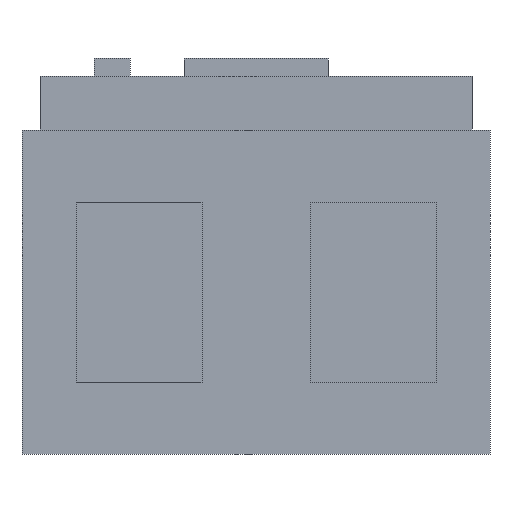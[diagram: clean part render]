
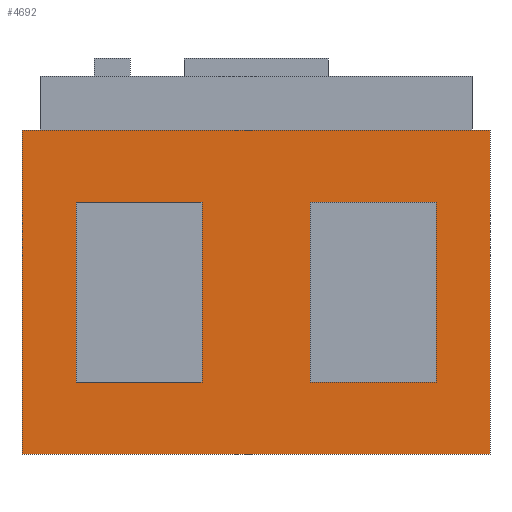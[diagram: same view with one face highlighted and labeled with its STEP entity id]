
A CAD part, front view. The second image highlights one B-rep face of the part: STEP entity #4692.
In plain terms, the highlighted planar face has unit normal (0, -1, 0).
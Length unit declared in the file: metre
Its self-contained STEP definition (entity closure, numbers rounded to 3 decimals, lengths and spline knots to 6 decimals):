
#68 = CARTESIAN_POINT('NONE', (-0.013, 0.006, -0));
#69 = VERTEX_POINT('NONE', #68);
#70 = CARTESIAN_POINT('NONE', (0.013, 0.006, -0));
#71 = VERTEX_POINT('NONE', #70);
#72 = CARTESIAN_POINT('NONE', (0.013, 0.006, 0.018));
#73 = VERTEX_POINT('NONE', #72);
#74 = CARTESIAN_POINT('NONE', (-0.013, 0.006, 0.018));
#75 = VERTEX_POINT('NONE', #74);
#948 = DIRECTION('NONE', (1, 0, 0));
#949 = VECTOR('NONE', #948, 1);
#950 = CARTESIAN_POINT('NONE', (-0.013, 0.006, -0));
#951 = LINE('NONE', #950, #949);
#952 = DIRECTION('NONE', (0, 0, 1));
#953 = VECTOR('NONE', #952, 1);
#954 = CARTESIAN_POINT('NONE', (0.013, 0.006, -0));
#955 = LINE('NONE', #954, #953);
#956 = DIRECTION('NONE', (1, 0, 0));
#957 = VECTOR('NONE', #956, 1);
#958 = CARTESIAN_POINT('NONE', (-0.013, 0.006, 0.018));
#959 = LINE('NONE', #958, #957);
#960 = DIRECTION('NONE', (0, 0, 1));
#961 = VECTOR('NONE', #960, 1);
#962 = CARTESIAN_POINT('NONE', (-0.013, 0.006, -0));
#963 = LINE('NONE', #962, #961);
#3060 = EDGE_CURVE('NONE', #69, #71, #951, .T.);
#3061 = EDGE_CURVE('NONE', #71, #73, #955, .T.);
#3062 = EDGE_CURVE('NONE', #75, #73, #959, .T.);
#3063 = EDGE_CURVE('NONE', #69, #75, #963, .T.);
#3664 = CARTESIAN_POINT('NONE', (0, 0.006, 0.009));
#3665 = DIRECTION('NONE', (0, -1, 0));
#3666 = AXIS2_PLACEMENT_3D('NONE', #3664, #3665, $);
#3667 = PLANE('NONE', #3666);
#4686 = ORIENTED_EDGE('NONE', *, *, #3060, .T.);
#4687 = ORIENTED_EDGE('NONE', *, *, #3061, .T.);
#4688 = ORIENTED_EDGE('NONE', *, *, #3062, .F.);
#4689 = ORIENTED_EDGE('NONE', *, *, #3063, .F.);
#4690 = EDGE_LOOP('NONE', (#4686, #4687, #4688, #4689));
#4691 = FACE_BOUND('NONE', #4690, .T.);
#4692 = ADVANCED_FACE('NONE', (#4691), #3667, .T.);
